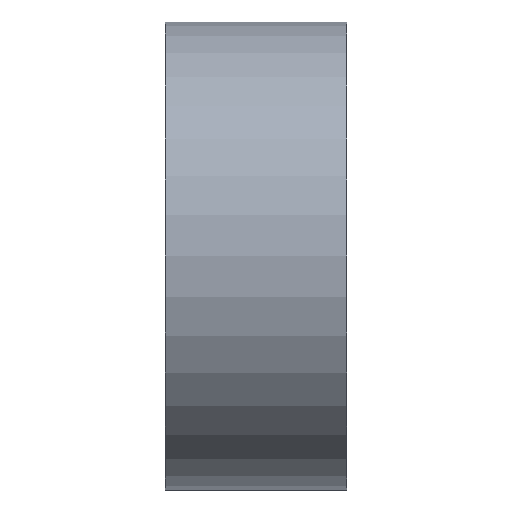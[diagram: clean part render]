
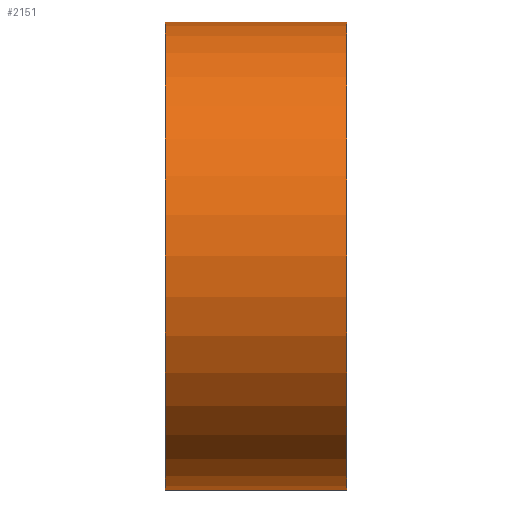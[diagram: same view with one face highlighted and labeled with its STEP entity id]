
A CAD part, left-side view. The second image highlights one B-rep face of the part: STEP entity #2151.
In plain terms, the highlighted cylindrical face has radius 38 mm (diameter 76 mm), a partial arc.
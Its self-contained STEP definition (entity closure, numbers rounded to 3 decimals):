
#6 = DIRECTION ( 'NONE',  ( 0., 0., 1. ) ) ;
#31 = CARTESIAN_POINT ( 'NONE',  ( 0., 29.5, 38. ) ) ;
#130 = CARTESIAN_POINT ( 'NONE',  ( 0., 0., 38. ) ) ;
#157 = DIRECTION ( 'NONE',  ( 0., -1., 0. ) ) ;
#290 = AXIS2_PLACEMENT_3D ( 'NONE', #1693, #1962, #2790 ) ;
#335 = DIRECTION ( 'NONE',  ( 0., -1., 0. ) ) ;
#346 = EDGE_CURVE ( 'NONE', #1976, #2181, #1804, .T. ) ;
#662 = CYLINDRICAL_SURFACE ( 'NONE', #2435, 38. ) ;
#728 = LINE ( 'NONE', #2357, #1462 ) ;
#748 = ORIENTED_EDGE ( 'NONE', *, *, #1349, .T. ) ;
#767 = EDGE_LOOP ( 'NONE', ( #1090, #1199, #748, #935 ) ) ;
#935 = ORIENTED_EDGE ( 'NONE', *, *, #346, .T. ) ;
#942 = VERTEX_POINT ( 'NONE', #3413 ) ;
#1090 = ORIENTED_EDGE ( 'NONE', *, *, #3422, .F. ) ;
#1199 = ORIENTED_EDGE ( 'NONE', *, *, #2775, .F. ) ;
#1349 = EDGE_CURVE ( 'NONE', #2342, #1976, #728, .T. ) ;
#1444 = CARTESIAN_POINT ( 'NONE',  ( 0., 0., -38. ) ) ;
#1462 = VECTOR ( 'NONE', #157, 1000. ) ;
#1693 = CARTESIAN_POINT ( 'NONE',  ( 0., 29.5, 0. ) ) ;
#1713 = LINE ( 'NONE', #31, #2016 ) ;
#1762 = DIRECTION ( 'NONE',  ( 0., -1., 0. ) ) ;
#1798 = FACE_OUTER_BOUND ( 'NONE', #767, .T. ) ;
#1804 = CIRCLE ( 'NONE', #3180, 38. ) ;
#1843 = CIRCLE ( 'NONE', #290, 38. ) ;
#1962 = DIRECTION ( 'NONE',  ( 0., 1., 0. ) ) ;
#1973 = DIRECTION ( 'NONE',  ( 0., 1., 0. ) ) ;
#1976 = VERTEX_POINT ( 'NONE', #1444 ) ;
#2016 = VECTOR ( 'NONE', #335, 1000. ) ;
#2151 = ADVANCED_FACE ( 'NONE', ( #1798 ), #662, .T. ) ;
#2181 = VERTEX_POINT ( 'NONE', #130 ) ;
#2342 = VERTEX_POINT ( 'NONE', #2515 ) ;
#2357 = CARTESIAN_POINT ( 'NONE',  ( 0., 29.5, -38. ) ) ;
#2435 = AXIS2_PLACEMENT_3D ( 'NONE', #2894, #1762, #3375 ) ;
#2515 = CARTESIAN_POINT ( 'NONE',  ( 0., 29.5, -38. ) ) ;
#2775 = EDGE_CURVE ( 'NONE', #2342, #942, #1843, .T. ) ;
#2790 = DIRECTION ( 'NONE',  ( 0., 0., 1. ) ) ;
#2894 = CARTESIAN_POINT ( 'NONE',  ( 0., 29.5, 0. ) ) ;
#3180 = AXIS2_PLACEMENT_3D ( 'NONE', #3341, #1973, #6 ) ;
#3341 = CARTESIAN_POINT ( 'NONE',  ( 0., 0., 0. ) ) ;
#3375 = DIRECTION ( 'NONE',  ( 0., 0., -1. ) ) ;
#3413 = CARTESIAN_POINT ( 'NONE',  ( 0., 29.5, 38. ) ) ;
#3422 = EDGE_CURVE ( 'NONE', #942, #2181, #1713, .T. ) ;
